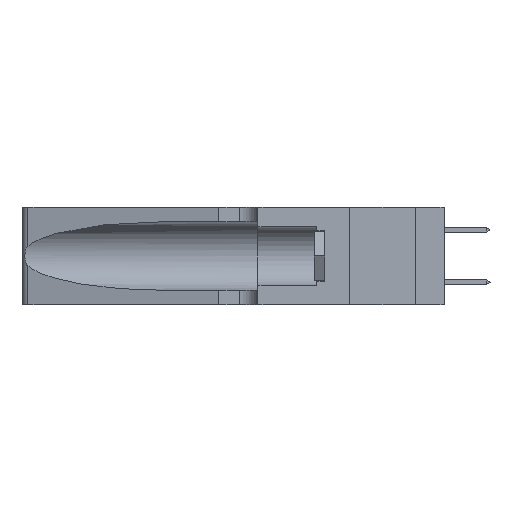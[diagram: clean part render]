
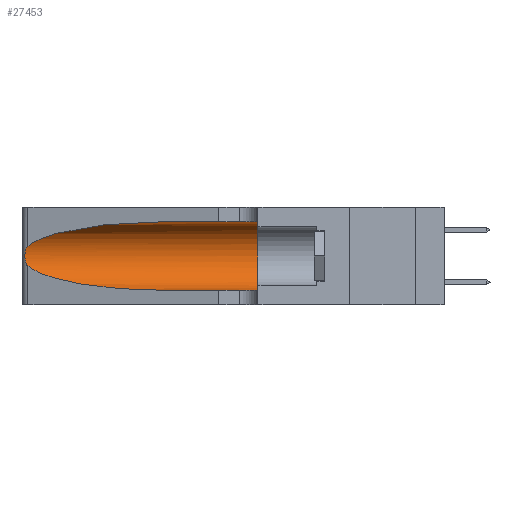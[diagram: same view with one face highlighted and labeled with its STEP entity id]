
A CAD part, left-side view. The second image highlights one B-rep face of the part: STEP entity #27453.
In plain terms, the highlighted cylindrical face has radius 3.308 mm (diameter 6.617 mm), a partial arc.
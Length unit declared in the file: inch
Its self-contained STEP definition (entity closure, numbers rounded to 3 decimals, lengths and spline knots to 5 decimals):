
#327 = CARTESIAN_POINT ( 'NONE',  ( 0.25487, 1.22718, 0.22369 ) ) ;
#753 = CARTESIAN_POINT ( 'NONE',  ( 0.25555, 1.22994, 0.2215 ) ) ;
#896 = CARTESIAN_POINT ( 'NONE',  ( 0.25555, 1.22993, 0.14849 ) ) ;
#4299 = AXIS2_PLACEMENT_3D ( 'NONE', #36246, #32900, #12938 ) ;
#4411 = CARTESIAN_POINT ( 'NONE',  ( 0.18966, 0.96281, 0.31525 ) ) ;
#5088 = CARTESIAN_POINT ( 'NONE',  ( 0.1305, 0.35, 0.05475 ) ) ;
#7489 = CARTESIAN_POINT ( 'NONE',  ( 0.25787, 1.23484, 0.2124 ) ) ;
#7540 = CYLINDRICAL_SURFACE ( 'NONE', #4299, 0.13025 ) ;
#8596 = FACE_OUTER_BOUND ( 'NONE', #41274, .T. ) ;
#10540 = CARTESIAN_POINT ( 'NONE',  ( 0.25487, 1.22718, 0.14631 ) ) ;
#10588 = VERTEX_POINT ( 'NONE', #34959 ) ;
#10867 = CARTESIAN_POINT ( 'NONE',  ( 0.26018, 1.23835, 0.19895 ) ) ;
#11568 = CARTESIAN_POINT ( 'NONE',  ( 0.1305, 0.35, 0.185 ) ) ;
#11709 = CARTESIAN_POINT ( 'NONE',  ( 0.1305, 0.72297, 0.31525 ) ) ;
#12188 = EDGE_CURVE ( 'NONE', #39998, #14562, #14187, .T. ) ;
#12537 = ORIENTED_EDGE ( 'NONE', *, *, #42533, .T. ) ;
#12938 = DIRECTION ( 'NONE',  ( 0., 0., -1. ) ) ;
#12969 = B_SPLINE_CURVE_WITH_KNOTS ( 'NONE', 3,
 ( #17407, #753, #27425, #7489, #30785, #10867, #34164, #14219, #37501, #17564, #40820, #20917, #896, #24260 ),
 .UNSPECIFIED., .F., .F.,
 ( 4, 2, 2, 2, 2, 2, 4 ),
 ( 0., 0.00027, 0.00053, 0.00107, 0.0016, 0.00187, 0.00214 ),
 .UNSPECIFIED. ) ;
#13882 = CARTESIAN_POINT ( 'NONE',  ( 0.1305, 0.72297, 0.05475 ) ) ;
#14187 = LINE ( 'NONE', #16866, #39689 ) ;
#14219 = CARTESIAN_POINT ( 'NONE',  ( 0.26075, 1.23896, 0.178 ) ) ;
#14496 = CARTESIAN_POINT ( 'NONE',  ( 0.25487, 1.22718, 0.22369 ) ) ;
#14562 = VERTEX_POINT ( 'NONE', #22194 ) ;
#14893 = EDGE_CURVE ( 'NONE', #31744, #10588, #31636, .T. ) ;
#14915 = DIRECTION ( 'NONE',  ( 0., 0., 1. ) ) ;
#16866 = CARTESIAN_POINT ( 'NONE',  ( 0.1305, 1.61858, 0.31525 ) ) ;
#17407 = CARTESIAN_POINT ( 'NONE',  ( 0.25487, 1.22718, 0.22369 ) ) ;
#17564 = CARTESIAN_POINT ( 'NONE',  ( 0.25856, 1.23593, 0.16098 ) ) ;
#18065 = CARTESIAN_POINT ( 'NONE',  ( 0.25487, 1.22718, 0.14631 ) ) ;
#19677 = ORIENTED_EDGE ( 'NONE', *, *, #35435, .T. ) ;
#20724 =( BOUNDED_CURVE ( )  B_SPLINE_CURVE ( 3, ( #27690, #4411, #34442, #14496 ),
 .UNSPECIFIED., .F., .F. ) 
 B_SPLINE_CURVE_WITH_KNOTS ( ( 4, 4 ),
 ( 1.5708, 2.84003 ),
 .UNSPECIFIED. ) 
 CURVE ( )  GEOMETRIC_REPRESENTATION_ITEM ( )  RATIONAL_B_SPLINE_CURVE ( ( 1., 0.87, 0.87, 1. ) ) 
 REPRESENTATION_ITEM ( '' )  );
#20917 = CARTESIAN_POINT ( 'NONE',  ( 0.25639, 1.23186, 0.15144 ) ) ;
#22194 = CARTESIAN_POINT ( 'NONE',  ( 0.1305, 0.35, 0.31525 ) ) ;
#23422 = VERTEX_POINT ( 'NONE', #327 ) ;
#23530 = AXIS2_PLACEMENT_3D ( 'NONE', #11568, #34854, #14915 ) ;
#24260 = CARTESIAN_POINT ( 'NONE',  ( 0.25487, 1.22718, 0.14631 ) ) ;
#27425 = CARTESIAN_POINT ( 'NONE',  ( 0.25639, 1.23184, 0.21858 ) ) ;
#27453 = ADVANCED_FACE ( 'NONE', ( #8596 ), #7540, .F. ) ;
#27690 = CARTESIAN_POINT ( 'NONE',  ( 0.1305, 0.72297, 0.31525 ) ) ;
#28355 = EDGE_CURVE ( 'NONE', #39998, #23422, #20724, .T. ) ;
#29235 = LINE ( 'NONE', #37559, #37097 ) ;
#29307 = ORIENTED_EDGE ( 'NONE', *, *, #28355, .T. ) ;
#30469 = CARTESIAN_POINT ( 'NONE',  ( 0.2373, 1.15595, 0.08982 ) ) ;
#30785 = CARTESIAN_POINT ( 'NONE',  ( 0.25854, 1.2359, 0.20912 ) ) ;
#31390 = ORIENTED_EDGE ( 'NONE', *, *, #14893, .T. ) ;
#31636 =( BOUNDED_CURVE ( )  B_SPLINE_CURVE ( 3, ( #10540, #30469, #33847, #13882 ),
 .UNSPECIFIED., .F., .T. ) 
 B_SPLINE_CURVE_WITH_KNOTS ( ( 4, 4 ),
 ( 3.44316, 4.71239 ),
 .UNSPECIFIED. ) 
 CURVE ( )  GEOMETRIC_REPRESENTATION_ITEM ( )  RATIONAL_B_SPLINE_CURVE ( ( 1., 0.87, 0.87, 1. ) ) 
 REPRESENTATION_ITEM ( '' )  );
#31744 = VERTEX_POINT ( 'NONE', #18065 ) ;
#32900 = DIRECTION ( 'NONE',  ( 0., -1., 0. ) ) ;
#33847 = CARTESIAN_POINT ( 'NONE',  ( 0.18966, 0.96281, 0.05475 ) ) ;
#34164 = CARTESIAN_POINT ( 'NONE',  ( 0.26075, 1.23896, 0.19203 ) ) ;
#34442 = CARTESIAN_POINT ( 'NONE',  ( 0.2373, 1.15595, 0.28018 ) ) ;
#34854 = DIRECTION ( 'NONE',  ( 0., 1., 0. ) ) ;
#34959 = CARTESIAN_POINT ( 'NONE',  ( 0.1305, 0.72297, 0.05475 ) ) ;
#35435 = EDGE_CURVE ( 'NONE', #23422, #31744, #12969, .T. ) ;
#36114 = CIRCLE ( 'NONE', #23530, 0.13025 ) ;
#36246 = CARTESIAN_POINT ( 'NONE',  ( 0.1305, 1.61858, 0.185 ) ) ;
#36289 = VERTEX_POINT ( 'NONE', #5088 ) ;
#37097 = VECTOR ( 'NONE', #40876, 39.37008 ) ;
#37501 = CARTESIAN_POINT ( 'NONE',  ( 0.26017, 1.23833, 0.17102 ) ) ;
#37559 = CARTESIAN_POINT ( 'NONE',  ( 0.1305, 1.61858, 0.05475 ) ) ;
#37900 = EDGE_CURVE ( 'NONE', #14562, #36289, #36114, .T. ) ;
#39689 = VECTOR ( 'NONE', #40115, 39.37008 ) ;
#39998 = VERTEX_POINT ( 'NONE', #11709 ) ;
#40115 = DIRECTION ( 'NONE',  ( 0., -1., 0. ) ) ;
#40820 = CARTESIAN_POINT ( 'NONE',  ( 0.25789, 1.23486, 0.15765 ) ) ;
#40876 = DIRECTION ( 'NONE',  ( 0., -1., 0. ) ) ;
#41274 = EDGE_LOOP ( 'NONE', ( #29307, #19677, #31390, #12537, #41938, #42575 ) ) ;
#41938 = ORIENTED_EDGE ( 'NONE', *, *, #37900, .F. ) ;
#42533 = EDGE_CURVE ( 'NONE', #10588, #36289, #29235, .T. ) ;
#42575 = ORIENTED_EDGE ( 'NONE', *, *, #12188, .F. ) ;
